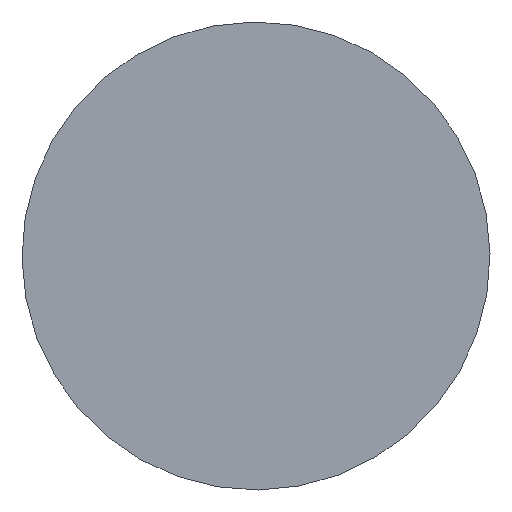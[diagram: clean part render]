
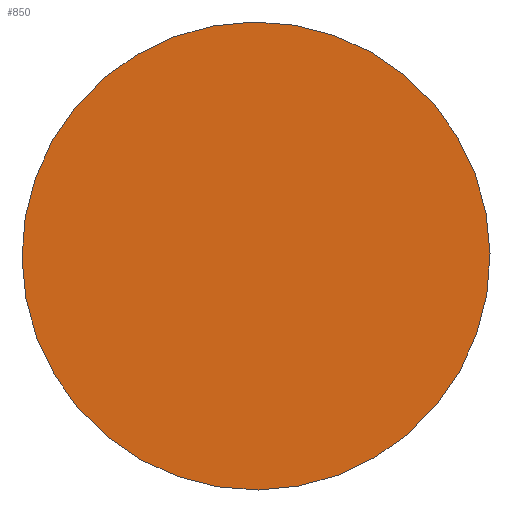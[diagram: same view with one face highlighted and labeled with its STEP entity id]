
A CAD part, front view. The second image highlights one B-rep face of the part: STEP entity #850.
In plain terms, the highlighted planar face has unit normal (0, -1, 0).
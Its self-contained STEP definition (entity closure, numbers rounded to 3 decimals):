
#198=FACE_OUTER_BOUND('',#250,.T.);
#250=EDGE_LOOP('',(#666,#667));
#303=CIRCLE('',#944,25.5);
#304=CIRCLE('',#945,25.5);
#392=VERTEX_POINT('',#1465);
#393=VERTEX_POINT('',#1466);
#496=EDGE_CURVE('',#392,#393,#303,.T.);
#497=EDGE_CURVE('',#393,#392,#304,.T.);
#666=ORIENTED_EDGE('',*,*,#496,.T.);
#667=ORIENTED_EDGE('',*,*,#497,.T.);
#817=PLANE('',#943);
#850=ADVANCED_FACE('',(#198),#817,.T.);
#943=AXIS2_PLACEMENT_3D('',#1464,#1127,#1128);
#944=AXIS2_PLACEMENT_3D('',#1467,#1129,#1130);
#945=AXIS2_PLACEMENT_3D('',#1468,#1131,#1132);
#1127=DIRECTION('center_axis',(0.,-1.,0.));
#1128=DIRECTION('ref_axis',(-0.164,0.,-0.986));
#1129=DIRECTION('center_axis',(0.,-1.,0.));
#1130=DIRECTION('ref_axis',(0.164,0.,0.986));
#1131=DIRECTION('center_axis',(0.,-1.,0.));
#1132=DIRECTION('ref_axis',(0.164,0.,0.986));
#1464=CARTESIAN_POINT('Origin',(-4.071,-61.5,-24.45));
#1465=CARTESIAN_POINT('',(-4.188,-61.5,-25.154));
#1466=CARTESIAN_POINT('',(4.188,-61.5,25.154));
#1467=CARTESIAN_POINT('Origin',(0.,-61.5,0.));
#1468=CARTESIAN_POINT('Origin',(0.,-61.5,0.));
